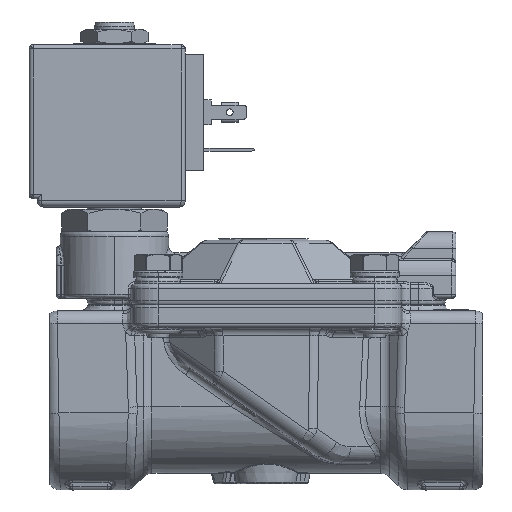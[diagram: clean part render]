
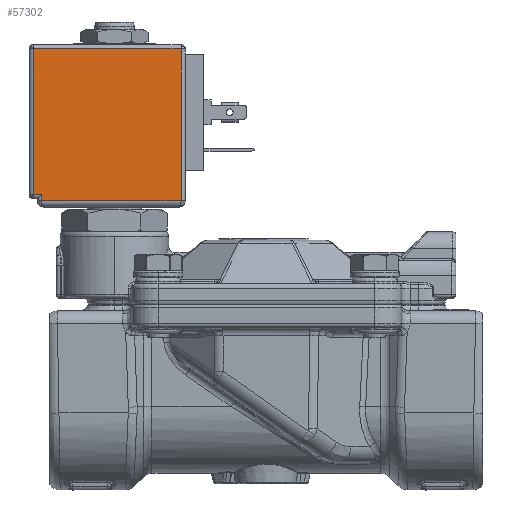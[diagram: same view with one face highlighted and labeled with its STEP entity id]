
A CAD part, front view. The second image highlights one B-rep face of the part: STEP entity #57302.
In plain terms, the highlighted planar face has unit normal (0, -1, 0).
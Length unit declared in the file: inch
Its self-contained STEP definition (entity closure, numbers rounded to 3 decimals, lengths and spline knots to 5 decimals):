
#809 = VECTOR ( 'NONE', #20815, 39.37008 ) ;
#1454 = CARTESIAN_POINT ( 'NONE',  ( -1.43701, -0.59055, 2.00591 ) ) ;
#2728 = ORIENTED_EDGE ( 'NONE', *, *, #12920, .F. ) ;
#4289 = CARTESIAN_POINT ( 'NONE',  ( -0.76361, -0.59055, 3.38386 ) ) ;
#5124 = FACE_OUTER_BOUND ( 'NONE', #31941, .T. ) ;
#6672 = DIRECTION ( 'NONE',  ( -1., 0., 0. ) ) ;
#7279 = CARTESIAN_POINT ( 'NONE',  ( -2.12598, -0.59055, 3.42323 ) ) ;
#10814 = CARTESIAN_POINT ( 'NONE',  ( -2.12598, -0.59055, 2.00591 ) ) ;
#10942 = EDGE_CURVE ( 'NONE', #61440, #14596, #77960, .T. ) ;
#11098 = DIRECTION ( 'NONE',  ( 0., 0., -1. ) ) ;
#12920 = EDGE_CURVE ( 'NONE', #14596, #37001, #24576, .T. ) ;
#14596 = VERTEX_POINT ( 'NONE', #34771 ) ;
#17842 = DIRECTION ( 'NONE',  ( -1., 0., 0. ) ) ;
#20815 = DIRECTION ( 'NONE',  ( 0., 0., 1. ) ) ;
#23566 = CARTESIAN_POINT ( 'NONE',  ( -1.68635, -0.59055, 1.94685 ) ) ;
#24000 = VERTEX_POINT ( 'NONE', #36600 ) ;
#24163 = PLANE ( 'NONE',  #66469 ) ;
#24367 = CARTESIAN_POINT ( 'NONE',  ( -2.12598, -0.59055, 1.94685 ) ) ;
#24576 = LINE ( 'NONE', #4289, #77943 ) ;
#24954 = ORIENTED_EDGE ( 'NONE', *, *, #46504, .F. ) ;
#27837 = EDGE_CURVE ( 'NONE', #24000, #68886, #45974, .T. ) ;
#30098 = CARTESIAN_POINT ( 'NONE',  ( -1.43701, -0.59055, 3.42323 ) ) ;
#31941 = EDGE_LOOP ( 'NONE', ( #71965, #80338, #53437, #45893, #24954, #2728 ) ) ;
#34417 = CARTESIAN_POINT ( 'NONE',  ( -0.80709, -0.59055, 3.38386 ) ) ;
#34771 = CARTESIAN_POINT ( 'NONE',  ( -2.20472, -0.59055, 3.38386 ) ) ;
#36251 = CARTESIAN_POINT ( 'NONE',  ( -2.12598, -0.59055, 1.94685 ) ) ;
#36600 = CARTESIAN_POINT ( 'NONE',  ( -0.80709, -0.59055, 1.94685 ) ) ;
#37001 = VERTEX_POINT ( 'NONE', #34417 ) ;
#38700 = VECTOR ( 'NONE', #11098, 39.37008 ) ;
#40452 = VECTOR ( 'NONE', #58895, 39.37008 ) ;
#42783 = DIRECTION ( 'NONE',  ( 1., 0., 0. ) ) ;
#43473 = VERTEX_POINT ( 'NONE', #10814 ) ;
#45345 = LINE ( 'NONE', #7279, #40452 ) ;
#45777 = CARTESIAN_POINT ( 'NONE',  ( -2.20472, -0.59055, 3.42721 ) ) ;
#45893 = ORIENTED_EDGE ( 'NONE', *, *, #27837, .F. ) ;
#45974 = B_SPLINE_CURVE_WITH_KNOTS ( 'NONE', 3,
 ( #62510, #55304, #23566, #36251 ),
 .UNSPECIFIED., .F., .F.,
 ( 4, 4 ),
 ( 0., 1. ),
 .UNSPECIFIED. ) ;
#46504 = EDGE_CURVE ( 'NONE', #37001, #24000, #50828, .T. ) ;
#47579 = CARTESIAN_POINT ( 'NONE',  ( -2.20472, -0.59055, 2.00591 ) ) ;
#50828 = LINE ( 'NONE', #76642, #38700 ) ;
#53289 = EDGE_CURVE ( 'NONE', #68886, #43473, #45345, .T. ) ;
#53437 = ORIENTED_EDGE ( 'NONE', *, *, #53289, .F. ) ;
#53480 = LINE ( 'NONE', #1454, #75514 ) ;
#55304 = CARTESIAN_POINT ( 'NONE',  ( -1.24672, -0.59055, 1.94685 ) ) ;
#56739 = DIRECTION ( 'NONE',  ( 0., 1., 0. ) ) ;
#57302 = ADVANCED_FACE ( 'NONE', ( #5124 ), #24163, .F. ) ;
#58895 = DIRECTION ( 'NONE',  ( 0., 0., 1. ) ) ;
#61440 = VERTEX_POINT ( 'NONE', #47579 ) ;
#62510 = CARTESIAN_POINT ( 'NONE',  ( -0.80709, -0.59055, 1.94685 ) ) ;
#66469 = AXIS2_PLACEMENT_3D ( 'NONE', #30098, #56739, #17842 ) ;
#68886 = VERTEX_POINT ( 'NONE', #24367 ) ;
#71965 = ORIENTED_EDGE ( 'NONE', *, *, #10942, .F. ) ;
#75514 = VECTOR ( 'NONE', #6672, 39.37008 ) ;
#76642 = CARTESIAN_POINT ( 'NONE',  ( -0.80709, -0.59055, 3.42323 ) ) ;
#77943 = VECTOR ( 'NONE', #42783, 39.37008 ) ;
#77960 = LINE ( 'NONE', #45777, #809 ) ;
#79714 = EDGE_CURVE ( 'NONE', #43473, #61440, #53480, .T. ) ;
#80338 = ORIENTED_EDGE ( 'NONE', *, *, #79714, .F. ) ;
